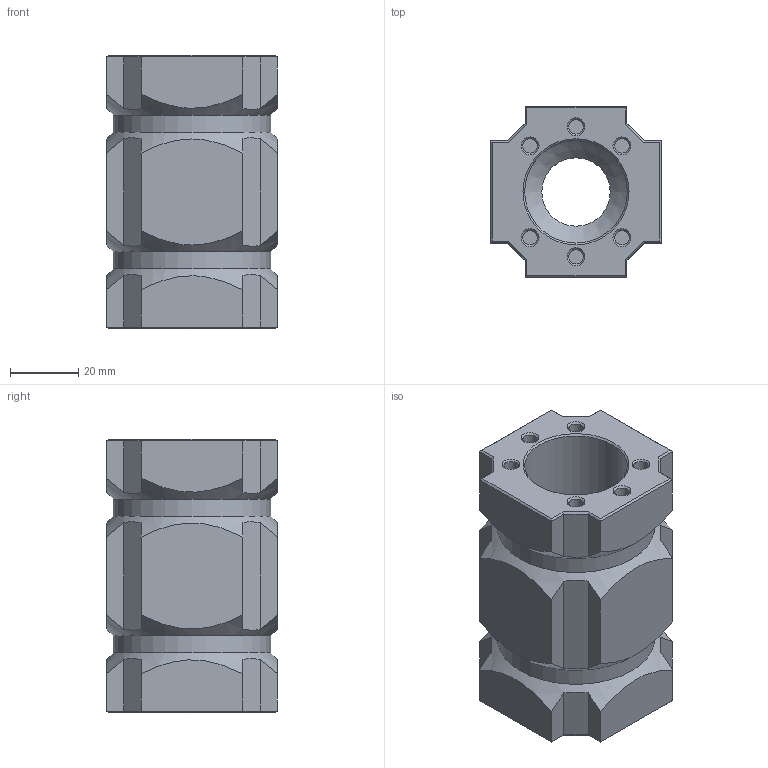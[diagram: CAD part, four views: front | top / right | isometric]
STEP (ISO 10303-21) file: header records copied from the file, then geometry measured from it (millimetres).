
FILE_DESCRIPTION(/* description */ (''),/* implementation_level */ '2;1');
FILE_NAME(/* name */ 'SLIDER.step',/* time_stamp */ '2025-09-05T23:17:39+09:00',/* author */ (''),/* organization */ (''),/* preprocessor_version */ 'ST-DEVELOPER v20.1',/* originating_system */ 'Autodesk Translation Framework v14.10.0.0',/* authorisation */ '');
FILE_SCHEMA (('AUTOMOTIVE_DESIGN { 1 0 10303 214 3 1 1 }'));
Length unit declared in the file: millimetre
Products named in the file (1): 2025-09-05-23-17-39-134
Bounding box: 50 x 50 x 80 mm (x, y, z)
Volume: 110016.7 mm3; surface area: 26970.5 mm2
Topology: 1 solids, 1 shells, 113 faces, 267 edges, 163 vertices
Faces by surface type: plane 89, cone 13, cylinder 11
Full cylindrical faces by diameter (mm): 4.234 x6, 20 x1, 30 x1, 30.2 x1, 46 x2
Entity records: 3128 total; most frequent: CARTESIAN_POINT 680, ORIENTED_EDGE 534, DIRECTION 458, EDGE_CURVE 267, LINE 168, VECTOR 168, VERTEX_POINT 163, AXIS2_PLACEMENT_3D 145
